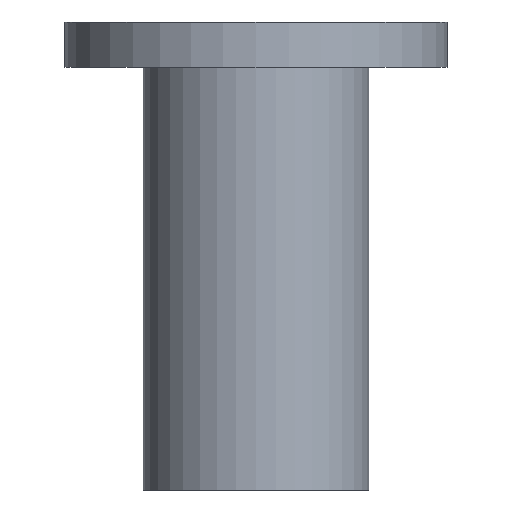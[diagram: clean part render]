
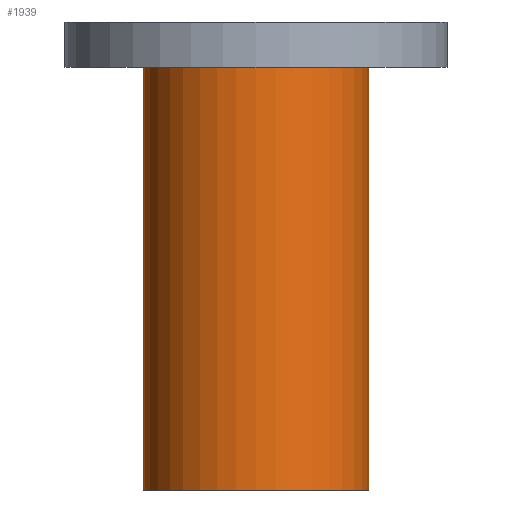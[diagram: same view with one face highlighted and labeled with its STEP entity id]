
A CAD part, front view. The second image highlights one B-rep face of the part: STEP entity #1939.
In plain terms, the highlighted cylindrical face has radius 15 mm (diameter 30 mm), a partial arc.
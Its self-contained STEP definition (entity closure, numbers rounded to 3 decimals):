
#35 = VERTEX_POINT ( 'NONE', #1946 ) ;
#105 = CARTESIAN_POINT ( 'NONE',  ( -15., 0., -0.66 ) ) ;
#117 = DIRECTION ( 'NONE',  ( 0., 0., 1. ) ) ;
#119 = AXIS2_PLACEMENT_3D ( 'NONE', #1289, #308, #634 ) ;
#207 = EDGE_CURVE ( 'NONE', #35, #408, #794, .T. ) ;
#211 = DIRECTION ( 'NONE',  ( -1., 0., 0. ) ) ;
#241 = CARTESIAN_POINT ( 'NONE',  ( 0., 0., 55.54 ) ) ;
#308 = DIRECTION ( 'NONE',  ( 0., 0., 1. ) ) ;
#384 = EDGE_CURVE ( 'NONE', #408, #789, #1691, .T. ) ;
#408 = VERTEX_POINT ( 'NONE', #1064 ) ;
#503 = EDGE_CURVE ( 'NONE', #1642, #789, #962, .T. ) ;
#516 = LINE ( 'NONE', #541, #842 ) ;
#541 = CARTESIAN_POINT ( 'NONE',  ( 15., 0., -0.66 ) ) ;
#634 = DIRECTION ( 'NONE',  ( 1., 0., 0. ) ) ;
#652 = ORIENTED_EDGE ( 'NONE', *, *, #207, .F. ) ;
#789 = VERTEX_POINT ( 'NONE', #1021 ) ;
#794 = CIRCLE ( 'NONE', #1988, 15. ) ;
#842 = VECTOR ( 'NONE', #1840, 1000. ) ;
#852 = ORIENTED_EDGE ( 'NONE', *, *, #1032, .T. ) ;
#962 = CIRCLE ( 'NONE', #1549, 15. ) ;
#1021 = CARTESIAN_POINT ( 'NONE',  ( -15., 0., 55.54 ) ) ;
#1032 = EDGE_CURVE ( 'NONE', #35, #1642, #516, .T. ) ;
#1064 = CARTESIAN_POINT ( 'NONE',  ( -15., 0., -0.66 ) ) ;
#1287 = ORIENTED_EDGE ( 'NONE', *, *, #503, .T. ) ;
#1289 = CARTESIAN_POINT ( 'NONE',  ( 0., 0., -0.66 ) ) ;
#1372 = DIRECTION ( 'NONE',  ( -1., 0., 0. ) ) ;
#1475 = VECTOR ( 'NONE', #117, 1000. ) ;
#1549 = AXIS2_PLACEMENT_3D ( 'NONE', #241, #1648, #1372 ) ;
#1642 = VERTEX_POINT ( 'NONE', #1735 ) ;
#1648 = DIRECTION ( 'NONE',  ( 0., 0., -1. ) ) ;
#1691 = LINE ( 'NONE', #105, #1475 ) ;
#1735 = CARTESIAN_POINT ( 'NONE',  ( 15., 0., 55.54 ) ) ;
#1760 = EDGE_LOOP ( 'NONE', ( #1786, #652, #852, #1287 ) ) ;
#1786 = ORIENTED_EDGE ( 'NONE', *, *, #384, .F. ) ;
#1793 = DIRECTION ( 'NONE',  ( 0., 0., -1. ) ) ;
#1805 = CARTESIAN_POINT ( 'NONE',  ( 0., 0., -0.66 ) ) ;
#1840 = DIRECTION ( 'NONE',  ( 0., 0., 1. ) ) ;
#1903 = CYLINDRICAL_SURFACE ( 'NONE', #119, 15. ) ;
#1939 = ADVANCED_FACE ( 'NONE', ( #2094 ), #1903, .T. ) ;
#1946 = CARTESIAN_POINT ( 'NONE',  ( 15., 0., -0.66 ) ) ;
#1988 = AXIS2_PLACEMENT_3D ( 'NONE', #1805, #1793, #211 ) ;
#2094 = FACE_OUTER_BOUND ( 'NONE', #1760, .T. ) ;
